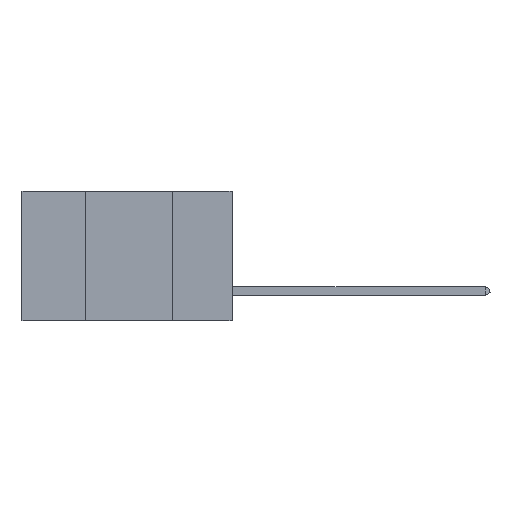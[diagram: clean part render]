
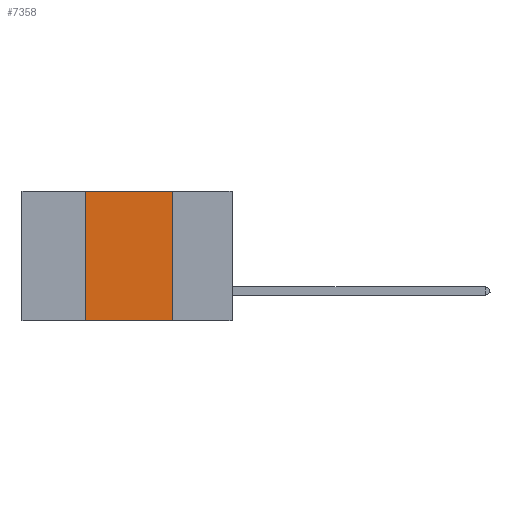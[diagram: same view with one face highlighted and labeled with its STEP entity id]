
A CAD part, left-side view. The second image highlights one B-rep face of the part: STEP entity #7358.
In plain terms, the highlighted planar face has unit normal (-1, 0, 0).
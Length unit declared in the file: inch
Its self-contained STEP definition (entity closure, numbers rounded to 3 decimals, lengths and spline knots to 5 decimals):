
#354 = CARTESIAN_POINT ( 'NONE',  ( 0., 0.42, -0.37 ) ) ;
#587 = LINE ( 'NONE', #4768, #8486 ) ;
#815 = ORIENTED_EDGE ( 'NONE', *, *, #3424, .F. ) ;
#889 = LINE ( 'NONE', #2326, #1469 ) ;
#1080 = DIRECTION ( 'NONE',  ( 0., -1., 0. ) ) ;
#1469 = VECTOR ( 'NONE', #1505, 39.37008 ) ;
#1505 = DIRECTION ( 'NONE',  ( 0., 0., 1. ) ) ;
#1517 = VECTOR ( 'NONE', #9418, 39.37008 ) ;
#1765 = CARTESIAN_POINT ( 'NONE',  ( 0., 0.6, 0. ) ) ;
#2067 = PLANE ( 'NONE',  #8342 ) ;
#2326 = CARTESIAN_POINT ( 'NONE',  ( 0., 0.42, 0. ) ) ;
#2785 = DIRECTION ( 'NONE',  ( 0., 0., -1. ) ) ;
#2807 = ORIENTED_EDGE ( 'NONE', *, *, #4718, .F. ) ;
#3199 = FACE_OUTER_BOUND ( 'NONE', #9130, .T. ) ;
#3424 = EDGE_CURVE ( 'NONE', #9396, #3754, #889, .T. ) ;
#3547 = DIRECTION ( 'NONE',  ( 1., 0., 0. ) ) ;
#3658 = LINE ( 'NONE', #1765, #1517 ) ;
#3754 = VERTEX_POINT ( 'NONE', #6685 ) ;
#4032 = CARTESIAN_POINT ( 'NONE',  ( 0., 0.17, -0.37 ) ) ;
#4150 = CARTESIAN_POINT ( 'NONE',  ( 0., 0.17, 0. ) ) ;
#4395 = VERTEX_POINT ( 'NONE', #4032 ) ;
#4718 = EDGE_CURVE ( 'NONE', #7534, #4395, #5368, .T. ) ;
#4768 = CARTESIAN_POINT ( 'NONE',  ( 0., 0.6, -0.37 ) ) ;
#4967 = CARTESIAN_POINT ( 'NONE',  ( 0., 0.6, 0. ) ) ;
#4982 = DIRECTION ( 'NONE',  ( 0., 0., -1. ) ) ;
#5237 = VECTOR ( 'NONE', #4982, 39.37008 ) ;
#5368 = LINE ( 'NONE', #4150, #5237 ) ;
#5430 = EDGE_CURVE ( 'NONE', #9396, #4395, #587, .T. ) ;
#6230 = ORIENTED_EDGE ( 'NONE', *, *, #7870, .F. ) ;
#6685 = CARTESIAN_POINT ( 'NONE',  ( 0., 0.42, 0. ) ) ;
#7049 = CARTESIAN_POINT ( 'NONE',  ( 0., 0.17, 0. ) ) ;
#7358 = ADVANCED_FACE ( 'NONE', ( #3199 ), #2067, .F. ) ;
#7534 = VERTEX_POINT ( 'NONE', #7049 ) ;
#7870 = EDGE_CURVE ( 'NONE', #3754, #7534, #3658, .T. ) ;
#8342 = AXIS2_PLACEMENT_3D ( 'NONE', #4967, #3547, #2785 ) ;
#8486 = VECTOR ( 'NONE', #1080, 39.37008 ) ;
#9130 = EDGE_LOOP ( 'NONE', ( #2807, #6230, #815, #9891 ) ) ;
#9396 = VERTEX_POINT ( 'NONE', #354 ) ;
#9418 = DIRECTION ( 'NONE',  ( 0., -1., 0. ) ) ;
#9891 = ORIENTED_EDGE ( 'NONE', *, *, #5430, .T. ) ;
